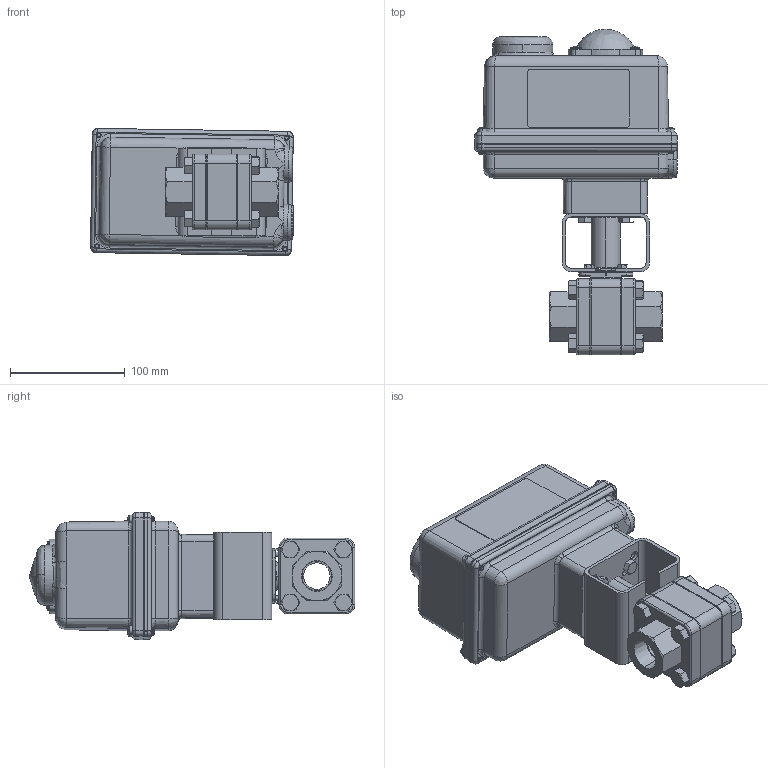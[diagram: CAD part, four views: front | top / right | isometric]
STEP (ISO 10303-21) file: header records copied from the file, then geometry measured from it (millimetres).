
FILE_DESCRIPTION (( 'STEP AP203' ), '1' );
FILE_NAME ('3000F-075-PT_ER-3.STEP', '2017-11-03T13:32:29', ( '' ), ( '' ), 'SwSTEP 2.0', 'SolidWorks 2014', '' );
FILE_SCHEMA (( 'CONFIG_CONTROL_DESIGN' ));
Products named in the file (1): 3000F-075-PT_ER-3
Bounding box: 176.74 x 283.48 x 110.77 mm (x, y, z)
Surface area: 179925.6 mm2 (no closed solid volume)
Topology: 0 solids, 27 shells, 798 faces, 2528 edges, 1750 vertices
Faces by surface type: plane 316, cylinder 214, cone 155, bspline 91, torus 22
Entity records: 43731 total; most frequent: CARTESIAN_POINT 23529, ORIENTED_EDGE 4211, DIRECTION 3616, EDGE_CURVE 2520, VERTEX_POINT 1750, AXIS2_PLACEMENT_3D 1340, VECTOR 936, LINE 936
